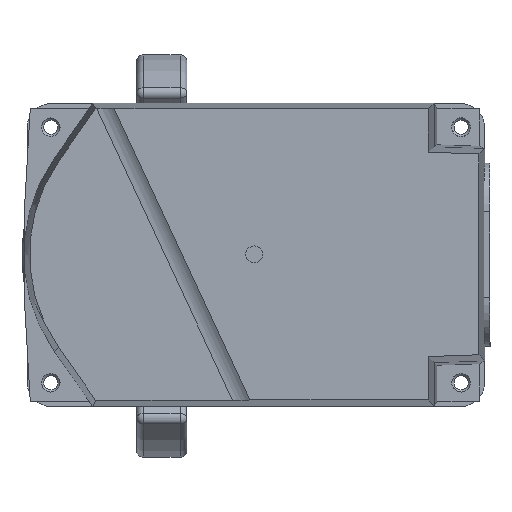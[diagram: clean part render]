
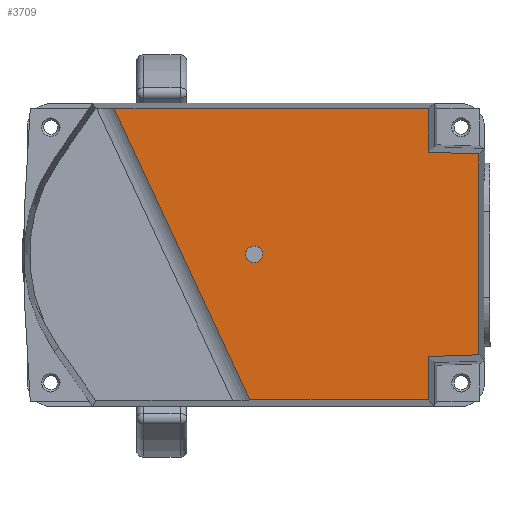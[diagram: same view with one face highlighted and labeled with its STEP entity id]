
A CAD part, top view. The second image highlights one B-rep face of the part: STEP entity #3709.
In plain terms, the highlighted planar face has unit normal (0, 0, 1).
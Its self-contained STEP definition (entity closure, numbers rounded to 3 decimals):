
#3007=FACE_BOUND('',#5444,.T.);
#3008=FACE_BOUND('',#5445,.T.);
#3709=ADVANCED_FACE('',(#3007,#3008),#4088,.T.);
#4088=PLANE('',#15487);
#5444=EDGE_LOOP('',(#9664));
#5445=EDGE_LOOP('',(#9665,#9666,#9667,#9668,#9669,#9670,#9671,#9672));
#6028=CIRCLE('',#15486,2.5);
#9664=ORIENTED_EDGE('',*,*,#13192,.T.);
#9665=ORIENTED_EDGE('',*,*,#13193,.T.);
#9666=ORIENTED_EDGE('',*,*,#13194,.T.);
#9667=ORIENTED_EDGE('',*,*,#13195,.T.);
#9668=ORIENTED_EDGE('',*,*,#13196,.F.);
#9669=ORIENTED_EDGE('',*,*,#13186,.F.);
#9670=ORIENTED_EDGE('',*,*,#13184,.F.);
#9671=ORIENTED_EDGE('',*,*,#13197,.F.);
#9672=ORIENTED_EDGE('',*,*,#13181,.T.);
#11292=VERTEX_POINT('',#29722);
#11293=VERTEX_POINT('',#29724);
#11294=VERTEX_POINT('',#29728);
#11295=VERTEX_POINT('',#29730);
#11296=VERTEX_POINT('',#29734);
#11300=VERTEX_POINT('',#29746);
#11301=VERTEX_POINT('',#29748);
#11302=VERTEX_POINT('',#29750);
#11303=VERTEX_POINT('',#29752);
#13181=EDGE_CURVE('',#11293,#11292,#13838,.T.);
#13184=EDGE_CURVE('',#11294,#11295,#13841,.T.);
#13186=EDGE_CURVE('',#11295,#11296,#13843,.T.);
#13192=EDGE_CURVE('',#11300,#11300,#6028,.T.);
#13193=EDGE_CURVE('',#11292,#11301,#13848,.T.);
#13194=EDGE_CURVE('',#11301,#11302,#13849,.T.);
#13195=EDGE_CURVE('',#11302,#11303,#13850,.T.);
#13196=EDGE_CURVE('',#11296,#11303,#13851,.T.);
#13197=EDGE_CURVE('',#11293,#11294,#13852,.T.);
#13838=LINE('',#29723,#14465);
#13841=LINE('',#29729,#14468);
#13843=LINE('',#29733,#14470);
#13848=LINE('',#29747,#14475);
#13849=LINE('',#29749,#14476);
#13850=LINE('',#29751,#14477);
#13851=LINE('',#29753,#14478);
#13852=LINE('',#29754,#14479);
#14465=VECTOR('',#18143,1.);
#14468=VECTOR('',#18148,1.);
#14470=VECTOR('',#18152,1.);
#14475=VECTOR('',#18165,1.);
#14476=VECTOR('',#18166,1.);
#14477=VECTOR('',#18167,1.);
#14478=VECTOR('',#18168,1.);
#14479=VECTOR('',#18169,1.);
#15486=AXIS2_PLACEMENT_3D('',#29745,#18163,#18164);
#15487=AXIS2_PLACEMENT_3D('',#29755,#18170,#18171);
#18143=DIRECTION('',(0.,1.,0.));
#18148=DIRECTION('',(0.,-1.,0.));
#18152=DIRECTION('',(-1.,0.,0.));
#18163=DIRECTION('',(0.,0.,-1.));
#18164=DIRECTION('',(0.,-1.,0.));
#18165=DIRECTION('',(-0.999,0.035,0.));
#18166=DIRECTION('',(0.,1.,0.));
#18167=DIRECTION('',(-1.,0.,0.));
#18168=DIRECTION('',(-0.423,0.906,0.));
#18169=DIRECTION('',(-0.999,-0.035,0.));
#18170=DIRECTION('',(0.,0.,1.));
#18171=DIRECTION('',(0.,1.,0.));
#29722=CARTESIAN_POINT('',(94.298,29.856,277.));
#29723=CARTESIAN_POINT('',(94.298,-31.5,277.));
#29724=CARTESIAN_POINT('',(94.298,-29.856,277.));
#29728=CARTESIAN_POINT('',(79.298,-30.38,277.));
#29729=CARTESIAN_POINT('',(79.298,-32.024,277.));
#29730=CARTESIAN_POINT('',(79.298,-43.298,277.));
#29733=CARTESIAN_POINT('',(9.,-43.298,277.));
#29734=CARTESIAN_POINT('',(26.169,-43.298,277.));
#29745=CARTESIAN_POINT('',(27.5,0.,277.));
#29746=CARTESIAN_POINT('',(27.5,-2.5,277.));
#29747=CARTESIAN_POINT('',(95.941,29.799,277.));
#29748=CARTESIAN_POINT('',(79.298,30.38,277.));
#29749=CARTESIAN_POINT('',(79.298,0.,277.));
#29750=CARTESIAN_POINT('',(79.298,43.298,277.));
#29751=CARTESIAN_POINT('',(81.,43.298,277.));
#29752=CARTESIAN_POINT('',(-14.212,43.298,277.));
#29753=CARTESIAN_POINT('',(28.714,-48.757,277.));
#29754=CARTESIAN_POINT('',(10.145,-32.795,277.));
#29755=CARTESIAN_POINT('',(9.,0.,277.));
